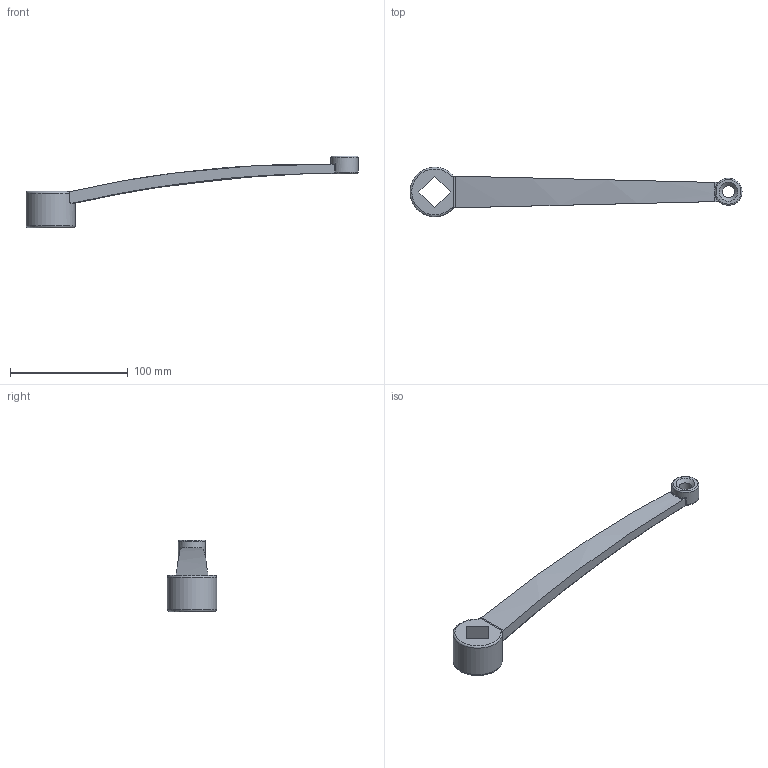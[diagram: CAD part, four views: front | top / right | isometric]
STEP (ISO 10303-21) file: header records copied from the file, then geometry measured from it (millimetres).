
FILE_DESCRIPTION(/* description */ (''),/* implementation_level */ '2;1');
FILE_NAME(/* name */ 'CHS_250_19_N.dxf',/* time_stamp */ '2012-11-23T15:22:11+08:00',/* author */ (''),/* organization */ (''),/* preprocessor_version */ 'ST-DEVELOPER v9',/* originating_system */ 'UGS - NX 4.0',/* authorisation */ '');
FILE_SCHEMA (('CONFIG_CONTROL_DESIGN'));
Length unit declared in the file: millimetre
Products named in the file (1): AdmiF122xj4p
Bounding box: 282.5 x 42 x 61 mm (x, y, z)
Volume: 83199.4 mm3; surface area: 23850.2 mm2
Topology: 1 solids, 1 shells, 55 faces, 144 edges, 88 vertices
Faces by surface type: plane 19, cylinder 17, bspline 10, torus 6, cone 2, sphere 1
Full cylindrical faces by diameter (mm): 10.4 x1, 23 x1, 42 x1
Entity records: 2102 total; most frequent: CARTESIAN_POINT 791, ORIENTED_EDGE 264, DIRECTION 233, EDGE_CURVE 132, AXIS2_PLACEMENT_3D 91, VERTEX_POINT 86, EDGE_LOOP 66, ADVANCED_FACE 55
